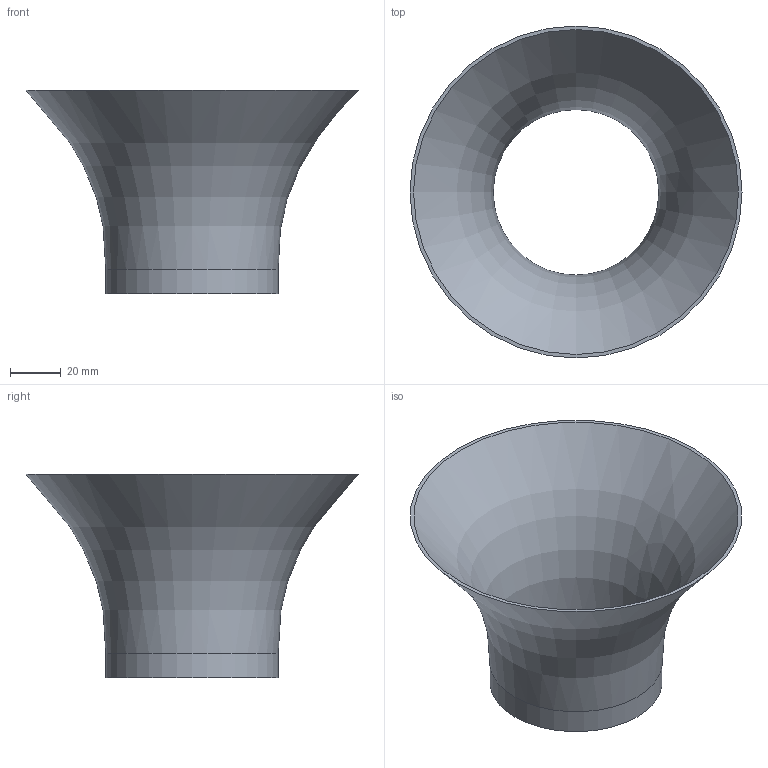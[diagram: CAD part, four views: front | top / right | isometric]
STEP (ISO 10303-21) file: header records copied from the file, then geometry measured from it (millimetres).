
FILE_DESCRIPTION(/* description */ ('STEP AP242','CAx-IF Rec.Pracs.---Representation and Presentation of Product Manufacturing Information (PMI)---4.0---2014-10-13','CAx-IF Rec.Pracs.---3D Tessellated Geometry---0.4---2014-09-14','2;1'),/* implementation_level */ '2;1');
FILE_NAME(/* name */ '67684a9b0bc1fd15e8a34d58',/* time_stamp */ '2024-12-22T17:21:32Z',/* author */ (''),/* organization */ (''),/* preprocessor_version */ 'ST-DEVELOPER v20',/* originating_system */ 'ONSHAPE BY PTC INC, 1.191',/* authorisation */ ' ');
FILE_SCHEMA (('AP242_MANAGED_MODEL_BASED_3D_ENGINEERING_MIM_LF { 1 0 10303 442 1 1 4 }'));
Length unit declared in the file: metre
Products named in the file (1): Part 1
Bounding box: 130.8 x 130.8 x 80 mm (x, y, z)
Volume: 29581.9 mm3; surface area: 48686.6 mm2
Topology: 1 solids, 1 shells, 6 faces, 10 edges, 6 vertices
Faces by surface type: cylinder 2, plane 2, bspline 2
Full cylindrical faces by diameter (mm): 65.2 x1, 68 x1
Entity records: 522 total; most frequent: CARTESIAN_POINT 397, DIRECTION 22, ORIENTED_EDGE 12, EDGE_LOOP 12, FACE_BOUND 12, AXIS2_PLACEMENT_3D 11, EDGE_CURVE 6, VERTEX_POINT 6
